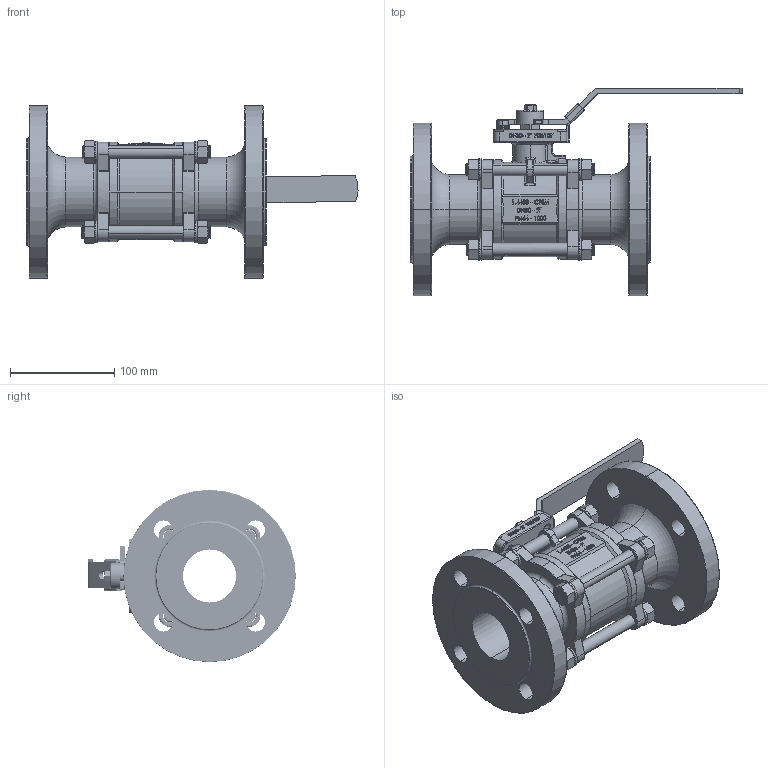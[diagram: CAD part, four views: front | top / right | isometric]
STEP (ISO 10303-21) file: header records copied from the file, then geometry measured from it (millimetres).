
FILE_DESCRIPTION (( 'STEP AP203' ), '1' );
FILE_NAME ('組合件H(法蘭蓋).STEP', '2018-02-22T10:10:17', ( '' ), ( '' ), 'SwSTEP 2.0', 'SolidWorks 2014', '' );
FILE_SCHEMA (( 'CONFIG_CONTROL_DESIGN' ));
Length unit declared in the file: millimetre
Products named in the file (23): T-34G07C0; 組合件H(法蘭蓋); G-25G3060; G-10G1940; M-25G2140(掛鎖); G-10G2640; M-25G2140; T-34G08G0; C-34H016-S00; G-B1DA540; T-34G08T0; E-34G0461; G-B3DA540; G-34G2540; F-25H03X1; G-10B2640; T-34G07G0; T-35H05C1; D-34H45X0(PN40法蘭蓋); G-34G2740; T-35H06C1; G-34H1843(雙頭牙); G-34G1150
Assembly tree (52 placements, depth 2):
  組合件H(法蘭蓋)
    C-34H016-S00
    E-34G0461
    F-25H03X1
    T-35H05C1  x2
    T-35H06C1  x2
    T-34G07C0
    G-10G1940  x8
    G-10G2640  x8
    T-34G08G0
    T-34G08T0  x4
    G-34G2540  x5
    T-34G07G0  x2
    G-34G2740
    G-34G1150  x2
    G-25G3060
    M-25G2140(掛鎖)
    M-25G2140
    G-B1DA540
    G-B3DA540
    G-10B2640  x2
    D-34H45X0(PN40法蘭蓋)  x2
    G-34H1843(雙頭牙)  x4
Bounding box: 317.83 x 198.6 x 165 mm (x, y, z)
Volume: 1444908.2 mm3; surface area: 365877 mm2
Topology: 52 solids, 52 shells, 2293 faces, 5838 edges, 3636 vertices
Faces by surface type: cylinder 966, plane 614, bspline 285, torus 207, cone 148, sphere 73
Entity records: 68754 total; most frequent: CARTESIAN_POINT 35635, ORIENTED_EDGE 6792, DIRECTION 5418, EDGE_CURVE 3396, VERTEX_POINT 2189, AXIS2_PLACEMENT_3D 1893, LINE 1632, VECTOR 1632
